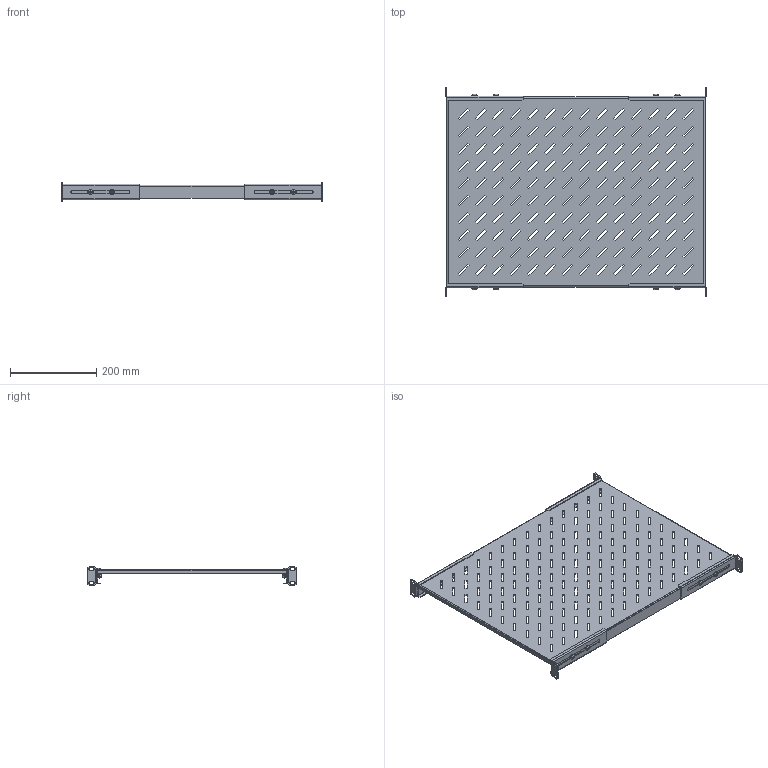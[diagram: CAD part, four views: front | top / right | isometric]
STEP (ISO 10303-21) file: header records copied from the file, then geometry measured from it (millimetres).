
FILE_DESCRIPTION (( 'STEP AP214' ), '1' );
FILE_NAME ('Ñáîðêà2.STEP', '2022-10-07T11:53:37', ( '' ), ( '' ), 'SwSTEP 2.0', 'SolidWorks 2022', '' );
FILE_SCHEMA (( 'AUTOMOTIVE_DESIGN' ));
Length unit declared in the file: millimetre
Products named in the file (5): АГИЕ 278.01.001 Полка стационарная_-05 600 серая; Сборка2; АГИЕ 278.01.002 Кронштейн_Серый; DIN 934_M6 x 1; Винт_самонарезающий_М6 DIN_7500C_М6х12
Assembly tree (21 placements, depth 2):
  Сборка2
    АГИЕ 278.01.001 Полка стационарная_-05 600 серая
    АГИЕ 278.01.002 Кронштейн_Серый  x4
    Винт_самонарезающий_М6 DIN_7500C_М6х12  x8
    DIN 934_M6 x 1  x8
Bounding box: 604 x 482.6 x 44 mm (x, y, z)
Volume: 641526.8 mm3; surface area: 673276.2 mm2
Topology: 21 solids, 21 shells, 1398 faces, 3764 edges, 2416 vertices
Faces by surface type: plane 938, cylinder 276, cone 144, bspline 24, sphere 16
Entity records: 25946 total; most frequent: CARTESIAN_POINT 5761, ORIENTED_EDGE 4254, DIRECTION 3664, EDGE_CURVE 2127, VECTOR 1932, LINE 1932, VERTEX_POINT 1393, EDGE_LOOP 1048
